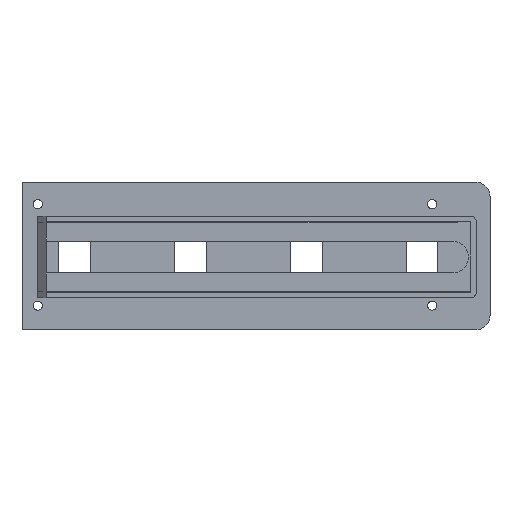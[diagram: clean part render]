
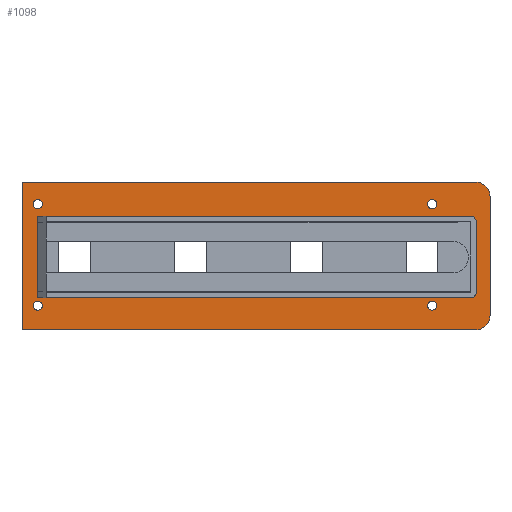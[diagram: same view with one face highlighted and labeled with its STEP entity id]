
A CAD part, top view. The second image highlights one B-rep face of the part: STEP entity #1098.
In plain terms, the highlighted planar face has unit normal (0, 0, 1).
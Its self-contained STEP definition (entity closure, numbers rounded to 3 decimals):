
#23=FACE_BOUND('',#145,.T.);
#24=FACE_BOUND('',#146,.T.);
#25=FACE_BOUND('',#147,.T.);
#26=FACE_BOUND('',#148,.T.);
#27=FACE_BOUND('',#149,.T.);
#34=PLANE('',#1179);
#83=FACE_OUTER_BOUND('',#144,.T.);
#144=EDGE_LOOP('',(#834,#835,#836,#837,#838,#839));
#145=EDGE_LOOP('',(#840));
#146=EDGE_LOOP('',(#841));
#147=EDGE_LOOP('',(#842));
#148=EDGE_LOOP('',(#843));
#149=EDGE_LOOP('',(#844,#845,#846,#847,#848,#849,#850,#851,#852,#853));
#200=LINE('',#1544,#340);
#203=LINE('',#1552,#343);
#211=LINE('',#1572,#351);
#233=LINE('',#1628,#373);
#236=LINE('',#1639,#376);
#237=LINE('',#1640,#377);
#238=LINE('',#1646,#378);
#239=LINE('',#1648,#379);
#240=LINE('',#1650,#380);
#241=LINE('',#1652,#381);
#242=LINE('',#1654,#382);
#243=LINE('',#1655,#383);
#340=VECTOR('',#1250,10.);
#343=VECTOR('',#1259,10.);
#351=VECTOR('',#1275,10.);
#373=VECTOR('',#1315,10.);
#376=VECTOR('',#1328,10.);
#377=VECTOR('',#1329,10.);
#378=VECTOR('',#1334,10.);
#379=VECTOR('',#1335,10.);
#380=VECTOR('',#1336,10.);
#381=VECTOR('',#1337,10.);
#382=VECTOR('',#1338,10.);
#383=VECTOR('',#1339,10.);
#471=CIRCLE('',#1155,2.);
#473=CIRCLE('',#1160,2.);
#474=CIRCLE('',#1163,5.);
#481=CIRCLE('',#1173,5.);
#482=CIRCLE('',#1176,1.6);
#483=CIRCLE('',#1178,1.6);
#484=CIRCLE('',#1180,1.6);
#485=CIRCLE('',#1181,1.6);
#492=VERTEX_POINT('',#1519);
#493=VERTEX_POINT('',#1521);
#502=VERTEX_POINT('',#1543);
#503=VERTEX_POINT('',#1547);
#504=VERTEX_POINT('',#1551);
#507=VERTEX_POINT('',#1559);
#508=VERTEX_POINT('',#1560);
#512=VERTEX_POINT('',#1570);
#536=VERTEX_POINT('',#1622);
#537=VERTEX_POINT('',#1626);
#538=VERTEX_POINT('',#1630);
#539=VERTEX_POINT('',#1634);
#540=VERTEX_POINT('',#1638);
#541=VERTEX_POINT('',#1641);
#542=VERTEX_POINT('',#1643);
#543=VERTEX_POINT('',#1645);
#544=VERTEX_POINT('',#1647);
#545=VERTEX_POINT('',#1649);
#546=VERTEX_POINT('',#1651);
#547=VERTEX_POINT('',#1653);
#598=EDGE_CURVE('',#492,#493,#471,.F.);
#609=EDGE_CURVE('',#493,#502,#200,.T.);
#611=EDGE_CURVE('',#502,#503,#473,.F.);
#613=EDGE_CURVE('',#503,#504,#203,.T.);
#617=EDGE_CURVE('',#507,#508,#474,.T.);
#623=EDGE_CURVE('',#512,#507,#211,.T.);
#648=EDGE_CURVE('',#536,#512,#481,.T.);
#651=EDGE_CURVE('',#536,#537,#233,.T.);
#652=EDGE_CURVE('',#538,#538,#482,.T.);
#654=EDGE_CURVE('',#539,#539,#483,.T.);
#656=EDGE_CURVE('',#537,#540,#236,.T.);
#657=EDGE_CURVE('',#540,#508,#237,.T.);
#658=EDGE_CURVE('',#541,#541,#484,.T.);
#659=EDGE_CURVE('',#542,#542,#485,.T.);
#660=EDGE_CURVE('',#543,#492,#238,.T.);
#661=EDGE_CURVE('',#544,#543,#239,.T.);
#662=EDGE_CURVE('',#545,#544,#240,.T.);
#663=EDGE_CURVE('',#546,#545,#241,.T.);
#664=EDGE_CURVE('',#547,#546,#242,.T.);
#665=EDGE_CURVE('',#504,#547,#243,.T.);
#834=ORIENTED_EDGE('',*,*,#617,.F.);
#835=ORIENTED_EDGE('',*,*,#623,.F.);
#836=ORIENTED_EDGE('',*,*,#648,.F.);
#837=ORIENTED_EDGE('',*,*,#651,.T.);
#838=ORIENTED_EDGE('',*,*,#656,.T.);
#839=ORIENTED_EDGE('',*,*,#657,.T.);
#840=ORIENTED_EDGE('',*,*,#652,.T.);
#841=ORIENTED_EDGE('',*,*,#654,.T.);
#842=ORIENTED_EDGE('',*,*,#658,.T.);
#843=ORIENTED_EDGE('',*,*,#659,.T.);
#844=ORIENTED_EDGE('',*,*,#660,.F.);
#845=ORIENTED_EDGE('',*,*,#661,.F.);
#846=ORIENTED_EDGE('',*,*,#662,.F.);
#847=ORIENTED_EDGE('',*,*,#663,.F.);
#848=ORIENTED_EDGE('',*,*,#664,.F.);
#849=ORIENTED_EDGE('',*,*,#665,.F.);
#850=ORIENTED_EDGE('',*,*,#613,.F.);
#851=ORIENTED_EDGE('',*,*,#611,.F.);
#852=ORIENTED_EDGE('',*,*,#609,.F.);
#853=ORIENTED_EDGE('',*,*,#598,.F.);
#1098=ADVANCED_FACE('',(#83,#23,#24,#25,#26,#27),#34,.T.);
#1155=AXIS2_PLACEMENT_3D('',#1522,#1233,#1234);
#1160=AXIS2_PLACEMENT_3D('',#1548,#1254,#1255);
#1163=AXIS2_PLACEMENT_3D('',#1561,#1265,#1266);
#1173=AXIS2_PLACEMENT_3D('',#1623,#1309,#1310);
#1176=AXIS2_PLACEMENT_3D('',#1631,#1318,#1319);
#1178=AXIS2_PLACEMENT_3D('',#1635,#1323,#1324);
#1179=AXIS2_PLACEMENT_3D('',#1637,#1326,#1327);
#1180=AXIS2_PLACEMENT_3D('',#1642,#1330,#1331);
#1181=AXIS2_PLACEMENT_3D('',#1644,#1332,#1333);
#1233=DIRECTION('center_axis',(0.,0.,-1.));
#1234=DIRECTION('ref_axis',(0.707,-0.707,0.));
#1250=DIRECTION('',(0.,1.,0.));
#1254=DIRECTION('center_axis',(0.,0.,-1.));
#1255=DIRECTION('ref_axis',(0.707,0.707,0.));
#1259=DIRECTION('',(-1.,0.,0.));
#1265=DIRECTION('center_axis',(0.,0.,-1.));
#1266=DIRECTION('ref_axis',(0.707,-0.707,0.));
#1275=DIRECTION('',(0.,-1.,0.));
#1309=DIRECTION('center_axis',(0.,0.,-1.));
#1310=DIRECTION('ref_axis',(0.707,0.707,0.));
#1315=DIRECTION('',(-1.,0.,0.));
#1318=DIRECTION('center_axis',(0.,0.,-1.));
#1319=DIRECTION('ref_axis',(1.,0.,0.));
#1323=DIRECTION('center_axis',(0.,0.,-1.));
#1324=DIRECTION('ref_axis',(1.,0.,0.));
#1326=DIRECTION('center_axis',(0.,0.,1.));
#1327=DIRECTION('ref_axis',(0.,-1.,0.));
#1328=DIRECTION('',(0.,-1.,0.));
#1329=DIRECTION('',(1.,0.,0.));
#1330=DIRECTION('center_axis',(0.,0.,-1.));
#1331=DIRECTION('ref_axis',(1.,0.,0.));
#1332=DIRECTION('center_axis',(0.,0.,-1.));
#1333=DIRECTION('ref_axis',(1.,0.,0.));
#1334=DIRECTION('',(1.,0.,0.));
#1335=DIRECTION('',(0.,-1.,0.));
#1336=DIRECTION('',(1.,0.,0.));
#1337=DIRECTION('',(0.,-1.,0.));
#1338=DIRECTION('',(-1.,0.,0.));
#1339=DIRECTION('',(0.,-1.,0.));
#1519=CARTESIAN_POINT('',(152.24,-19.1,-6.));
#1521=CARTESIAN_POINT('',(154.24,-17.1,-6.));
#1522=CARTESIAN_POINT('Origin',(152.24,-17.1,-6.));
#1543=CARTESIAN_POINT('',(154.24,7.1,-6.));
#1544=CARTESIAN_POINT('',(154.24,2.05,-6.));
#1547=CARTESIAN_POINT('',(152.24,9.1,-6.));
#1548=CARTESIAN_POINT('Origin',(152.24,7.1,-6.));
#1551=CARTESIAN_POINT('',(2.74,9.1,-6.));
#1552=CARTESIAN_POINT('',(-1.811,9.1,-6.));
#1559=CARTESIAN_POINT('',(159.,-25.146,-6.));
#1560=CARTESIAN_POINT('',(154.,-30.146,-6.));
#1561=CARTESIAN_POINT('Origin',(154.,-25.146,-6.));
#1570=CARTESIAN_POINT('',(159.,15.908,-6.));
#1572=CARTESIAN_POINT('',(159.,4.,-6.));
#1622=CARTESIAN_POINT('',(154.,20.908,-6.));
#1623=CARTESIAN_POINT('Origin',(154.,15.908,-6.));
#1626=CARTESIAN_POINT('',(-2.622,20.908,-6.));
#1628=CARTESIAN_POINT('',(-2.622,20.908,-6.));
#1630=CARTESIAN_POINT('',(137.404,-21.764,-6.));
#1631=CARTESIAN_POINT('Origin',(139.004,-21.764,-6.));
#1634=CARTESIAN_POINT('',(137.404,13.288,-6.));
#1635=CARTESIAN_POINT('Origin',(139.004,13.288,-6.));
#1637=CARTESIAN_POINT('Origin',(8.378,-19.1,-6.));
#1638=CARTESIAN_POINT('',(-2.622,-30.146,-6.));
#1639=CARTESIAN_POINT('',(-2.622,-30.146,-6.));
#1640=CARTESIAN_POINT('',(8.378,-30.146,-6.));
#1641=CARTESIAN_POINT('',(1.19,13.288,-6.));
#1642=CARTESIAN_POINT('Origin',(2.79,13.288,-6.));
#1643=CARTESIAN_POINT('',(1.19,-21.764,-6.));
#1644=CARTESIAN_POINT('Origin',(2.79,-21.764,-6.));
#1645=CARTESIAN_POINT('',(2.74,-19.1,-6.));
#1646=CARTESIAN_POINT('',(6.809,-19.1,-6.));
#1647=CARTESIAN_POINT('',(2.74,-17.,-6.));
#1648=CARTESIAN_POINT('',(2.739,-10.81,-6.));
#1649=CARTESIAN_POINT('',(2.739,-17.,-6.));
#1650=CARTESIAN_POINT('',(159.,-17.,-6.));
#1651=CARTESIAN_POINT('',(2.739,7.,-6.));
#1652=CARTESIAN_POINT('',(2.739,1.291,-6.));
#1653=CARTESIAN_POINT('',(2.74,7.,-6.));
#1654=CARTESIAN_POINT('',(5.739,7.,-6.));
#1655=CARTESIAN_POINT('',(2.739,2.241,-6.));
